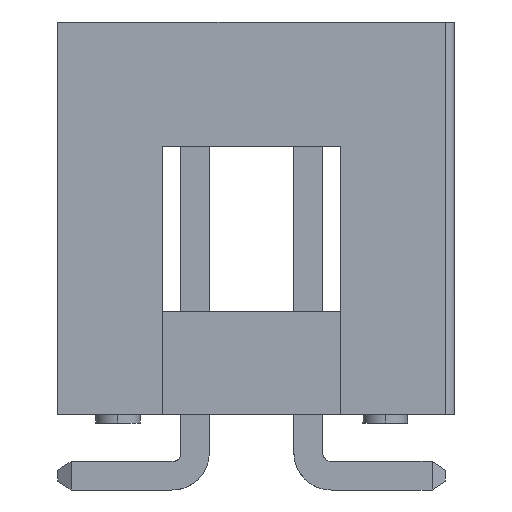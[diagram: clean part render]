
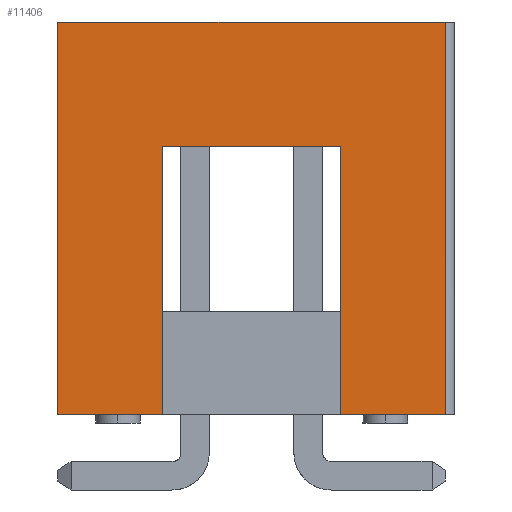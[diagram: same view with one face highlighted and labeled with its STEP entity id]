
A CAD part, left-side view. The second image highlights one B-rep face of the part: STEP entity #11406.
In plain terms, the highlighted planar face has unit normal (-1, 0, 0).
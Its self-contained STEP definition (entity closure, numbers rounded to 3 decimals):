
#163 = LINE ( 'NONE', #10487, #7802 ) ;
#217 = DIRECTION ( 'NONE',  ( 0., -1., 0. ) ) ;
#404 = LINE ( 'NONE', #8586, #16936 ) ;
#1074 = VERTEX_POINT ( 'NONE', #15245 ) ;
#1641 = ORIENTED_EDGE ( 'NONE', *, *, #11592, .T. ) ;
#1873 = VECTOR ( 'NONE', #3335, 1000. ) ;
#2224 = CARTESIAN_POINT ( 'NONE',  ( 0., 4.35, 6. ) ) ;
#2294 = VECTOR ( 'NONE', #217, 1000. ) ;
#2383 = CARTESIAN_POINT ( 'NONE',  ( 0., 0., 4.4 ) ) ;
#2591 = ORIENTED_EDGE ( 'NONE', *, *, #5700, .F. ) ;
#2615 = ORIENTED_EDGE ( 'NONE', *, *, #22363, .F. ) ;
#2877 = DIRECTION ( 'NONE',  ( -1., 0., 0. ) ) ;
#3335 = DIRECTION ( 'NONE',  ( 0., 1., 0. ) ) ;
#3690 = CARTESIAN_POINT ( 'NONE',  ( 0., 6.35, 0. ) ) ;
#3827 = ORIENTED_EDGE ( 'NONE', *, *, #15997, .F. ) ;
#3935 = DIRECTION ( 'NONE',  ( 0., 0., 1. ) ) ;
#4196 = EDGE_CURVE ( 'NONE', #24307, #7308, #7416, .T. ) ;
#4326 = DIRECTION ( 'NONE',  ( 0., -1., 0. ) ) ;
#5700 = EDGE_CURVE ( 'NONE', #22622, #1074, #163, .T. ) ;
#5840 = ORIENTED_EDGE ( 'NONE', *, *, #7315, .T. ) ;
#6129 = CARTESIAN_POINT ( 'NONE',  ( 0., 8.7, 8.8 ) ) ;
#6588 = DIRECTION ( 'NONE',  ( 0., 0., -1. ) ) ;
#6855 = VECTOR ( 'NONE', #15552, 1000. ) ;
#7308 = VERTEX_POINT ( 'NONE', #20363 ) ;
#7315 = EDGE_CURVE ( 'NONE', #21935, #18292, #26215, .T. ) ;
#7416 = LINE ( 'NONE', #9447, #6855 ) ;
#7635 = VECTOR ( 'NONE', #10912, 1000. ) ;
#7802 = VECTOR ( 'NONE', #4326, 1000. ) ;
#8138 = LINE ( 'NONE', #2383, #26110 ) ;
#8209 = CARTESIAN_POINT ( 'NONE',  ( 0., 6.35, 4.4 ) ) ;
#8586 = CARTESIAN_POINT ( 'NONE',  ( 0., 8.7, 4.4 ) ) ;
#8781 = ORIENTED_EDGE ( 'NONE', *, *, #22616, .T. ) ;
#8783 = CARTESIAN_POINT ( 'NONE',  ( 0., 0., 0. ) ) ;
#9447 = CARTESIAN_POINT ( 'NONE',  ( 0., 2.35, 4.4 ) ) ;
#10487 = CARTESIAN_POINT ( 'NONE',  ( 0., 4.223, 8.8 ) ) ;
#10912 = DIRECTION ( 'NONE',  ( 0., 1., 0. ) ) ;
#11406 = ADVANCED_FACE ( 'NONE', ( #20778 ), #22496, .T. ) ;
#11489 = AXIS2_PLACEMENT_3D ( 'NONE', #13420, #2877, #14897 ) ;
#11592 = EDGE_CURVE ( 'NONE', #22622, #14919, #404, .T. ) ;
#12276 = DIRECTION ( 'NONE',  ( 0., 0., 1. ) ) ;
#13420 = CARTESIAN_POINT ( 'NONE',  ( 0., 0., 8.8 ) ) ;
#13483 = LINE ( 'NONE', #21620, #1873 ) ;
#14491 = ORIENTED_EDGE ( 'NONE', *, *, #20545, .T. ) ;
#14897 = DIRECTION ( 'NONE',  ( 0., 1., 0. ) ) ;
#14919 = VERTEX_POINT ( 'NONE', #23317 ) ;
#15245 = CARTESIAN_POINT ( 'NONE',  ( 0., 0., 8.8 ) ) ;
#15552 = DIRECTION ( 'NONE',  ( 0., 0., -1. ) ) ;
#15728 = CARTESIAN_POINT ( 'NONE',  ( 0., 2.35, 6. ) ) ;
#15997 = EDGE_CURVE ( 'NONE', #23546, #7308, #17149, .T. ) ;
#16616 = CARTESIAN_POINT ( 'NONE',  ( 0., 4.223, 0. ) ) ;
#16936 = VECTOR ( 'NONE', #6588, 1000. ) ;
#17149 = LINE ( 'NONE', #16616, #7635 ) ;
#18292 = VERTEX_POINT ( 'NONE', #18807 ) ;
#18807 = CARTESIAN_POINT ( 'NONE',  ( 0., 6.35, 6. ) ) ;
#18976 = ORIENTED_EDGE ( 'NONE', *, *, #4196, .T. ) ;
#20284 = EDGE_LOOP ( 'NONE', ( #2615, #5840, #8781, #18976, #3827, #14491, #2591, #1641 ) ) ;
#20363 = CARTESIAN_POINT ( 'NONE',  ( 0., 2.35, 0. ) ) ;
#20545 = EDGE_CURVE ( 'NONE', #23546, #1074, #8138, .T. ) ;
#20778 = FACE_OUTER_BOUND ( 'NONE', #20284, .T. ) ;
#21620 = CARTESIAN_POINT ( 'NONE',  ( 0., 4.223, 0. ) ) ;
#21935 = VERTEX_POINT ( 'NONE', #3690 ) ;
#22363 = EDGE_CURVE ( 'NONE', #21935, #14919, #13483, .T. ) ;
#22496 = PLANE ( 'NONE',  #11489 ) ;
#22616 = EDGE_CURVE ( 'NONE', #18292, #24307, #22801, .T. ) ;
#22622 = VERTEX_POINT ( 'NONE', #6129 ) ;
#22801 = LINE ( 'NONE', #2224, #2294 ) ;
#23317 = CARTESIAN_POINT ( 'NONE',  ( 0., 8.7, 0. ) ) ;
#23546 = VERTEX_POINT ( 'NONE', #8783 ) ;
#24307 = VERTEX_POINT ( 'NONE', #15728 ) ;
#24382 = VECTOR ( 'NONE', #3935, 1000. ) ;
#26110 = VECTOR ( 'NONE', #12276, 1000. ) ;
#26215 = LINE ( 'NONE', #8209, #24382 ) ;
